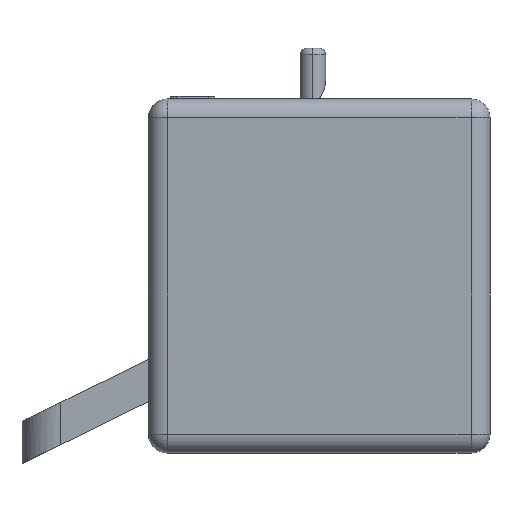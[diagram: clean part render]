
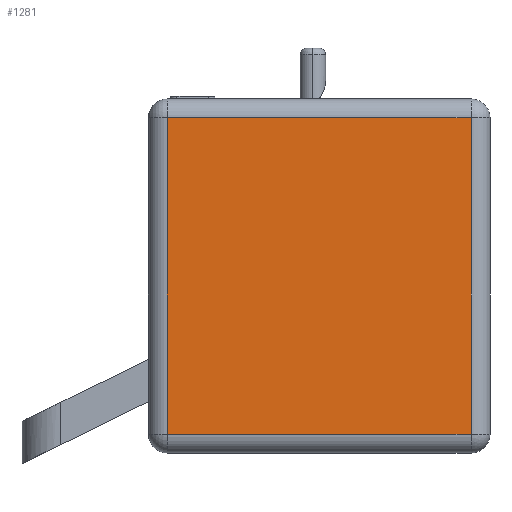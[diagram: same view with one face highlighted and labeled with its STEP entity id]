
A CAD part, left-side view. The second image highlights one B-rep face of the part: STEP entity #1281.
In plain terms, the highlighted planar face has unit normal (-1, 0, 0).
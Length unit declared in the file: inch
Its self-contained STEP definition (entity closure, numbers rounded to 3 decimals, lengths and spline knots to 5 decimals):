
#49 = VECTOR ( 'NONE', #206, 39.37008 ) ;
#204 = FACE_OUTER_BOUND ( 'NONE', #2053, .T. ) ;
#206 = DIRECTION ( 'NONE',  ( 0., 0., -1. ) ) ;
#306 = EDGE_CURVE ( 'NONE', #1785, #560, #1216, .T. ) ;
#410 = CARTESIAN_POINT ( 'NONE',  ( -7.75, 0.75, 0.75 ) ) ;
#434 = ORIENTED_EDGE ( 'NONE', *, *, #306, .T. ) ;
#560 = VERTEX_POINT ( 'NONE', #410 ) ;
#568 = VERTEX_POINT ( 'NONE', #1173 ) ;
#681 = EDGE_CURVE ( 'NONE', #568, #3342, #1256, .T. ) ;
#739 = DIRECTION ( 'NONE',  ( 0., 1., 0. ) ) ;
#870 = CARTESIAN_POINT ( 'NONE',  ( -7.75, 12.75, 13.25 ) ) ;
#1173 = CARTESIAN_POINT ( 'NONE',  ( -7.75, 0.75, 13.25 ) ) ;
#1216 = LINE ( 'NONE', #1699, #1500 ) ;
#1233 = PLANE ( 'NONE',  #1268 ) ;
#1256 = LINE ( 'NONE', #3110, #1748 ) ;
#1268 = AXIS2_PLACEMENT_3D ( 'NONE', #2013, #1791, #3129 ) ;
#1281 = ADVANCED_FACE ( 'NONE', ( #204 ), #1233, .F. ) ;
#1346 = ORIENTED_EDGE ( 'NONE', *, *, #1376, .T. ) ;
#1376 = EDGE_CURVE ( 'NONE', #3342, #1785, #2557, .T. ) ;
#1484 = VECTOR ( 'NONE', #1544, 39.37008 ) ;
#1500 = VECTOR ( 'NONE', #2177, 39.37008 ) ;
#1544 = DIRECTION ( 'NONE',  ( 0., 0., 1. ) ) ;
#1699 = CARTESIAN_POINT ( 'NONE',  ( -7.75, 13.5, 0.75 ) ) ;
#1748 = VECTOR ( 'NONE', #739, 39.37008 ) ;
#1785 = VERTEX_POINT ( 'NONE', #2504 ) ;
#1791 = DIRECTION ( 'NONE',  ( 1., 0., 0. ) ) ;
#1932 = ORIENTED_EDGE ( 'NONE', *, *, #1950, .T. ) ;
#1950 = EDGE_CURVE ( 'NONE', #560, #568, #2874, .T. ) ;
#2013 = CARTESIAN_POINT ( 'NONE',  ( -7.75, 13.5, 14. ) ) ;
#2053 = EDGE_LOOP ( 'NONE', ( #2445, #1346, #434, #1932 ) ) ;
#2177 = DIRECTION ( 'NONE',  ( 0., -1., 0. ) ) ;
#2445 = ORIENTED_EDGE ( 'NONE', *, *, #681, .T. ) ;
#2504 = CARTESIAN_POINT ( 'NONE',  ( -7.75, 12.75, 0.75 ) ) ;
#2557 = LINE ( 'NONE', #3365, #49 ) ;
#2874 = LINE ( 'NONE', #3112, #1484 ) ;
#3110 = CARTESIAN_POINT ( 'NONE',  ( -7.75, 13.5, 13.25 ) ) ;
#3112 = CARTESIAN_POINT ( 'NONE',  ( -7.75, 0.75, 14. ) ) ;
#3129 = DIRECTION ( 'NONE',  ( 0., 1., 0. ) ) ;
#3342 = VERTEX_POINT ( 'NONE', #870 ) ;
#3365 = CARTESIAN_POINT ( 'NONE',  ( -7.75, 12.75, 14. ) ) ;
